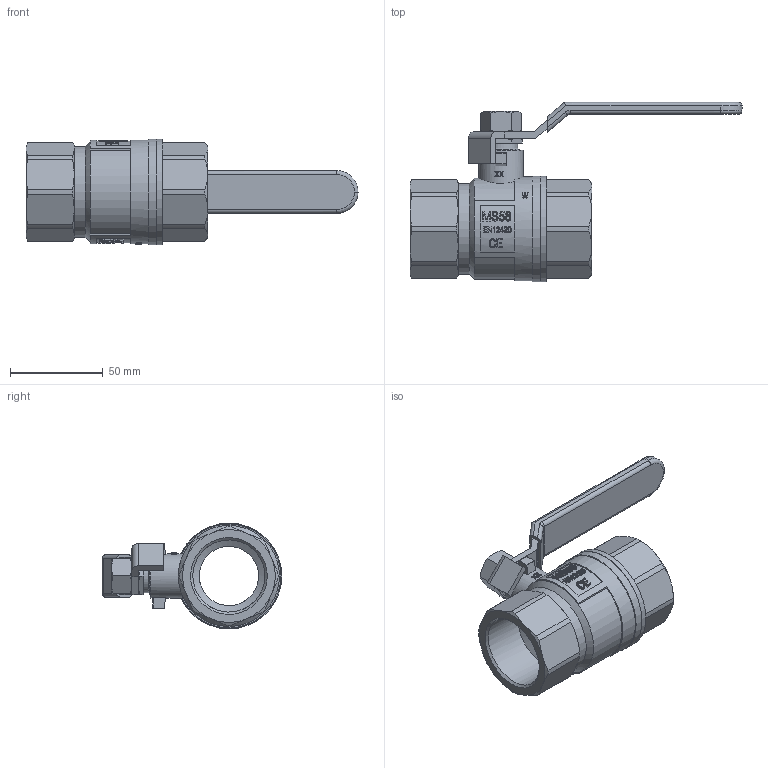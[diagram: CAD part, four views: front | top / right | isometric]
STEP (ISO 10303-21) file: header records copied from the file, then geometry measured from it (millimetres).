
FILE_DESCRIPTION(/* description */ ('Unknown'),/* implementation_level */ '2;1');
FILE_NAME(/* name */ '756-07',/* time_stamp */ '2022-07-27T12:37:00+02:00',/* author */ ('Unknown'),/* organization */ ('Unknown'),/* preprocessor_version */ 'ST-DEVELOPER v16.7',/* originating_system */ 'Solid Edge',/* authorisation */ 'Unknown');
FILE_SCHEMA (('AUTOMOTIVE_DESIGN {1 0 10303 214 3 1 1}'));
Products named in the file (11): 2.756.032; Stahlgriff 1 1_4 - 1 1_2; Stahl-Griff-Ummantelung-1_1_4-1_1_2; Stahl-Griff-1_1_4-1_1_2; 756-1_1_4-Spindel zus._oa_0; 756-1_1_4-Spindel; 756-1_1_4-Stopfbuchse; 756-1_1_4-Kvrper-co_oa_1; 756-1_1_4-Einschraubteil; 756-1_1_4-Kvrper; 600-1_1_4-Mutter-st.g.
Assembly tree (10 placements, depth 3):
  2.756.032
    Stahlgriff 1 1_4 - 1 1_2
      Stahl-Griff-Ummantelung-1_1_4-1_1_2
      Stahl-Griff-1_1_4-1_1_2
    756-1_1_4-Spindel zus._oa_0
      756-1_1_4-Spindel
      756-1_1_4-Stopfbuchse
    756-1_1_4-Kvrper-co_oa_1
      756-1_1_4-Einschraubteil
      756-1_1_4-Kvrper
    600-1_1_4-Mutter-st.g.
Bounding box: 179 x 96.8 x 57 mm (x, y, z)
Volume: 109115 mm3; surface area: 64079.8 mm2
Topology: 7 solids, 7 shells, 1336 faces, 3712 edges, 2459 vertices
Faces by surface type: plane 1147, cylinder 117, cone 59, bspline 10, sphere 2, torus 1
Full cylindrical faces by diameter (mm): 10.2 x1, 10.8 x1, 14 x2, 14.1 x1, 14.128 x1, 14.5 x1, 15 x1, 16 x1, 18 x1, 18.38 x1, 20 x1, 24 x1, 32 x2, 38.952 x2, 42 x2, 49 x1, 49.38 x1, 50.3 x1, 51.2 x1, 56 x1, 57 x2
Entity records: 56105 total; most frequent: CARTESIAN_POINT 11912, DIRECTION 8221, ORIENTED_EDGE 7300, EDGE_CURVE 3650, AXIS2_PLACEMENT_3D 3338, VERTEX_POINT 2443, ELLIPSE 1612, LINE 1545
